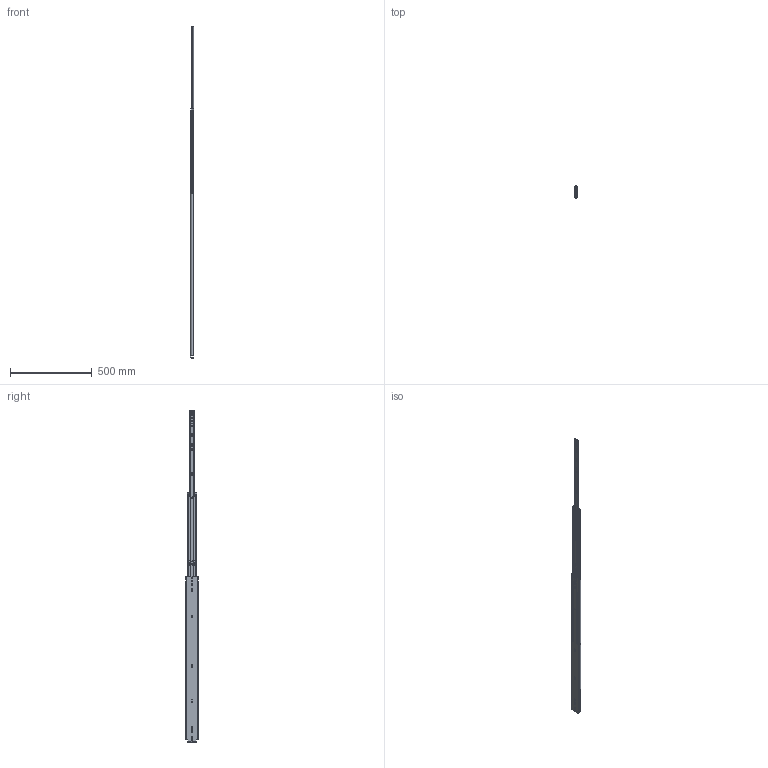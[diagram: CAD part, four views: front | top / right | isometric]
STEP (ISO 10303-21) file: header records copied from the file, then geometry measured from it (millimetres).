
FILE_DESCRIPTION (( 'STEP AP214' ), '1' );
FILE_NAME ('FR_5400.1117mm_0040inch_open.STEP', '2022-10-12T06:49:56', ( '' ), ( '' ), 'SwSTEP 2.0', 'SolidWorks 2020', '' );
FILE_SCHEMA (( 'AUTOMOTIVE_DESIGN' ));
Length unit declared in the file: millimetre
Products named in the file (9): 5400.XXX-03.T018_NL 40; 5400.XXX-01.T018_NL 40; 5400.XXX-02.T018_NL 40; 5400 Stop; 5400 Rivet Stop; FR_5400.1117mm_0040inch_open
Assembly tree (8 placements, depth 3):
  FR_5400.1117mm_0040inch_open
    5400.XXX-01.T018_NL 40
      5400.XXX-01.T018_NL 40
    5400.XXX-03.T018_NL 40
      5400.XXX-03.T018_NL 40
    5400.XXX-02.T018_NL 40
      5400.XXX-02.T018_NL 40
      5400 Stop
      5400 Rivet Stop
Bounding box: 19.7 x 76.19 x 2032 mm (x, y, z)
Volume: 652554.2 mm3; surface area: 553518.7 mm2
Topology: 5 solids, 5 shells, 558 faces, 1489 edges, 930 vertices
Faces by surface type: plane 310, cylinder 248
Entity records: 17793 total; most frequent: DIRECTION 3135, CARTESIAN_POINT 3021, ORIENTED_EDGE 2978, EDGE_CURVE 1489, AXIS2_PLACEMENT_3D 1084, LINE 967, VECTOR 967, VERTEX_POINT 930
